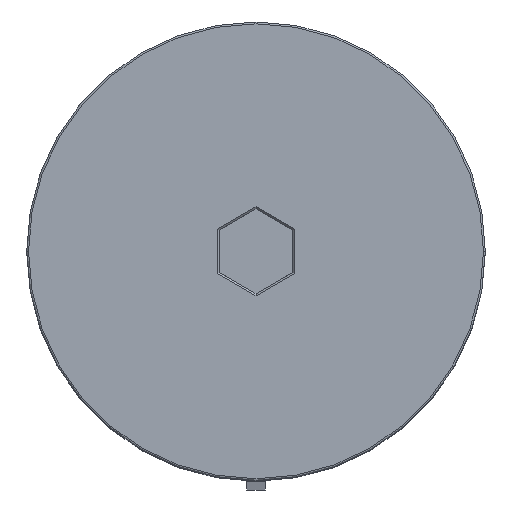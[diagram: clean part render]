
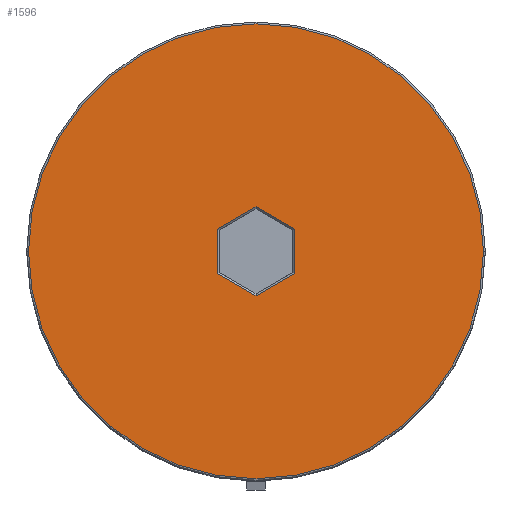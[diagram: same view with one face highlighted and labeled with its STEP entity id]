
A CAD part, top view. The second image highlights one B-rep face of the part: STEP entity #1596.
In plain terms, the highlighted planar face has unit normal (0, 0, 1).
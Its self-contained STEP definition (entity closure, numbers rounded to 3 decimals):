
#96 = ORIENTED_EDGE ( 'NONE', *, *, #805, .T. ) ;
#128 = ORIENTED_EDGE ( 'NONE', *, *, #424, .T. ) ;
#137 = AXIS2_PLACEMENT_3D ( 'NONE', #1410, #744, #2068 ) ;
#143 = VECTOR ( 'NONE', #1235, 1000. ) ;
#160 = EDGE_CURVE ( 'NONE', #1867, #1853, #1185, .T. ) ;
#169 = CIRCLE ( 'NONE', #137, 12.4 ) ;
#238 = CARTESIAN_POINT ( 'NONE',  ( 2.1, -1.212, 0. ) ) ;
#276 = VECTOR ( 'NONE', #933, 1000. ) ;
#289 = LINE ( 'NONE', #1719, #143 ) ;
#383 = EDGE_CURVE ( 'NONE', #926, #712, #1231, .T. ) ;
#388 = ORIENTED_EDGE ( 'NONE', *, *, #1229, .T. ) ;
#424 = EDGE_CURVE ( 'NONE', #1853, #1867, #169, .T. ) ;
#452 = DIRECTION ( 'NONE',  ( -0.866, 0.5, 0. ) ) ;
#455 = CARTESIAN_POINT ( 'NONE',  ( -0.05, 2.396, 0. ) ) ;
#495 = CARTESIAN_POINT ( 'NONE',  ( -12.4, 0., 0. ) ) ;
#499 = EDGE_CURVE ( 'NONE', #1627, #1711, #1072, .T. ) ;
#559 = FACE_OUTER_BOUND ( 'NONE', #1265, .T. ) ;
#584 = CARTESIAN_POINT ( 'NONE',  ( -2.1, 1.212, 0. ) ) ;
#616 = CARTESIAN_POINT ( 'NONE',  ( -2.05, -1.241, 0. ) ) ;
#631 = FACE_BOUND ( 'NONE', #1894, .T. ) ;
#634 = DIRECTION ( 'NONE',  ( -0.866, -0.5, 0. ) ) ;
#652 = CARTESIAN_POINT ( 'NONE',  ( 12.4, 0., 0. ) ) ;
#712 = VERTEX_POINT ( 'NONE', #238 ) ;
#744 = DIRECTION ( 'NONE',  ( 0., 0., 1. ) ) ;
#759 = ORIENTED_EDGE ( 'NONE', *, *, #160, .T. ) ;
#805 = EDGE_CURVE ( 'NONE', #1550, #2079, #939, .T. ) ;
#817 = CARTESIAN_POINT ( 'NONE',  ( 2.05, 1.241, 0. ) ) ;
#888 = ORIENTED_EDGE ( 'NONE', *, *, #1388, .T. ) ;
#926 = VERTEX_POINT ( 'NONE', #2056 ) ;
#933 = DIRECTION ( 'NONE',  ( 0., -1., 0. ) ) ;
#934 = PLANE ( 'NONE',  #1234 ) ;
#939 = LINE ( 'NONE', #616, #1050 ) ;
#975 = LINE ( 'NONE', #817, #1201 ) ;
#979 = CARTESIAN_POINT ( 'NONE',  ( 0.05, -2.396, 0. ) ) ;
#1050 = VECTOR ( 'NONE', #452, 1000. ) ;
#1072 = LINE ( 'NONE', #455, #1757 ) ;
#1185 = CIRCLE ( 'NONE', #1897, 12.4 ) ;
#1201 = VECTOR ( 'NONE', #1463, 1000. ) ;
#1229 = EDGE_CURVE ( 'NONE', #2079, #1627, #289, .T. ) ;
#1231 = LINE ( 'NONE', #1888, #276 ) ;
#1234 = AXIS2_PLACEMENT_3D ( 'NONE', #1908, #2060, #1271 ) ;
#1235 = DIRECTION ( 'NONE',  ( 0., 1., 0. ) ) ;
#1260 = ORIENTED_EDGE ( 'NONE', *, *, #383, .T. ) ;
#1262 = CARTESIAN_POINT ( 'NONE',  ( 0., 2.425, 0. ) ) ;
#1265 = EDGE_LOOP ( 'NONE', ( #128, #759 ) ) ;
#1271 = DIRECTION ( 'NONE',  ( 1., 0., 0. ) ) ;
#1313 = DIRECTION ( 'NONE',  ( 1., 0., 0. ) ) ;
#1388 = EDGE_CURVE ( 'NONE', #712, #1550, #1458, .T. ) ;
#1396 = CARTESIAN_POINT ( 'NONE',  ( -2.1, -1.212, 0. ) ) ;
#1410 = CARTESIAN_POINT ( 'NONE',  ( 0., 0., 0. ) ) ;
#1458 = LINE ( 'NONE', #979, #1798 ) ;
#1463 = DIRECTION ( 'NONE',  ( 0.866, -0.5, 0. ) ) ;
#1550 = VERTEX_POINT ( 'NONE', #1839 ) ;
#1596 = ADVANCED_FACE ( 'NONE', ( #559, #631 ), #934, .T. ) ;
#1601 = ORIENTED_EDGE ( 'NONE', *, *, #499, .T. ) ;
#1627 = VERTEX_POINT ( 'NONE', #584 ) ;
#1711 = VERTEX_POINT ( 'NONE', #1262 ) ;
#1714 = ORIENTED_EDGE ( 'NONE', *, *, #1787, .T. ) ;
#1719 = CARTESIAN_POINT ( 'NONE',  ( -2.1, 1.155, 0. ) ) ;
#1740 = DIRECTION ( 'NONE',  ( 0.866, 0.5, 0. ) ) ;
#1757 = VECTOR ( 'NONE', #1740, 1000. ) ;
#1787 = EDGE_CURVE ( 'NONE', #1711, #926, #975, .T. ) ;
#1798 = VECTOR ( 'NONE', #634, 1000. ) ;
#1839 = CARTESIAN_POINT ( 'NONE',  ( 0., -2.425, 0. ) ) ;
#1853 = VERTEX_POINT ( 'NONE', #652 ) ;
#1867 = VERTEX_POINT ( 'NONE', #495 ) ;
#1888 = CARTESIAN_POINT ( 'NONE',  ( 2.1, -1.155, 0. ) ) ;
#1894 = EDGE_LOOP ( 'NONE', ( #888, #96, #388, #1601, #1714, #1260 ) ) ;
#1897 = AXIS2_PLACEMENT_3D ( 'NONE', #1958, #2083, #1313 ) ;
#1908 = CARTESIAN_POINT ( 'NONE',  ( 0., 0., 0. ) ) ;
#1958 = CARTESIAN_POINT ( 'NONE',  ( 0., 0., 0. ) ) ;
#2056 = CARTESIAN_POINT ( 'NONE',  ( 2.1, 1.212, 0. ) ) ;
#2060 = DIRECTION ( 'NONE',  ( 0., 0., 1. ) ) ;
#2068 = DIRECTION ( 'NONE',  ( 1., 0., 0. ) ) ;
#2079 = VERTEX_POINT ( 'NONE', #1396 ) ;
#2083 = DIRECTION ( 'NONE',  ( 0., 0., 1. ) ) ;
